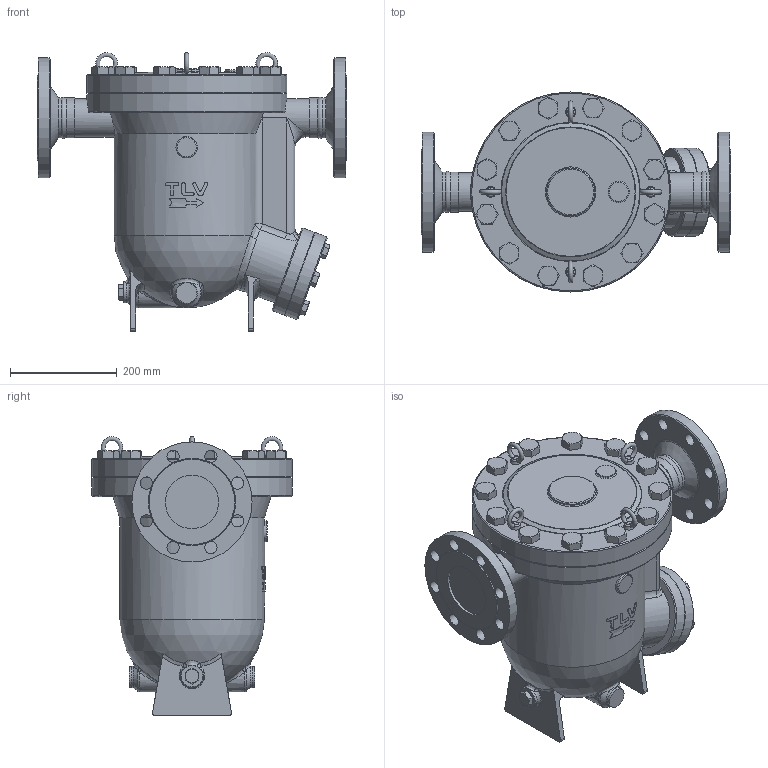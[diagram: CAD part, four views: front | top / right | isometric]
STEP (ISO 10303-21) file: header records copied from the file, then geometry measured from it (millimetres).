
FILE_DESCRIPTION((''),'2;1');
FILE_NAME('jh8rb-100-jis20-00.stp','2010-09-16T15:57:56',('nakaot'),(''),'Autodesk Inventor 2008','Autodesk Inventor 2008','');
FILE_SCHEMA(('AUTOMOTIVE_DESIGN { 1 0 10303 214 1 1 1 1 }'));
Length unit declared in the file: millimetre
Products named in the file (1): jh8rb-100-jis20-00
Bounding box: 580 x 375 x 522.46 mm (x, y, z)
Volume: 33182669.5 mm3; surface area: 1155515.5 mm2
Topology: 1 solids, 7 shells, 586 faces, 1393 edges, 856 vertices
Faces by surface type: plane 234, bspline 144, cone 122, cylinder 64, torus 21, sphere 1
Full cylindrical faces by diameter (mm): 16 x6, 23 x8, 24 x12, 36 x1, 38.672 x1, 40 x2, 72 x2, 75 x3, 90 x1, 100 x1, 105 x1, 160 x1, 165 x2, 225 x1, 286 x1, 375 x2
Entity records: 29488 total; most frequent: CARTESIAN_POINT 17963, ORIENTED_EDGE 2394, DIRECTION 2134, EDGE_CURVE 1197, AXIS2_PLACEMENT_3D 912, EDGE_LOOP 835, VERTEX_POINT 798, FACE_OUTER_BOUND 586
